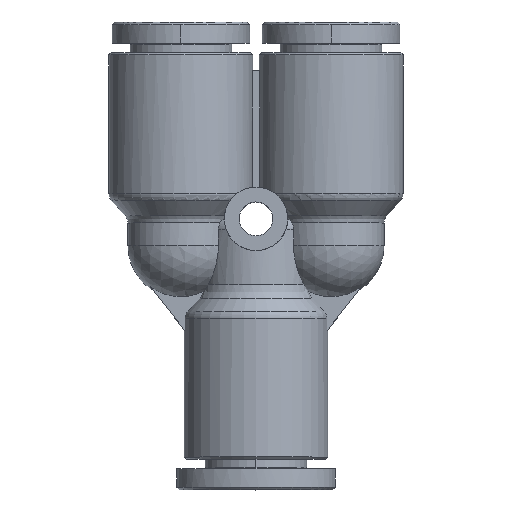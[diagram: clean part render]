
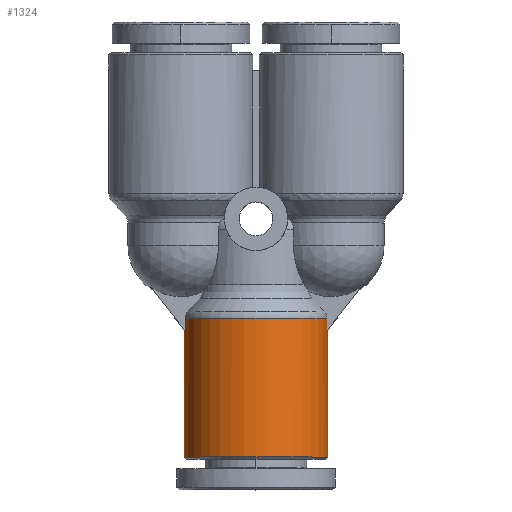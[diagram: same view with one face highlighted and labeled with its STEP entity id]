
A CAD part, top view. The second image highlights one B-rep face of the part: STEP entity #1324.
In plain terms, the highlighted cylindrical face has radius 6.8 mm (diameter 13.6 mm), a partial arc.
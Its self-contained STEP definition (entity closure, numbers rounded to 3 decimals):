
#1222=CARTESIAN_POINT('',(-17.472,0.,7.1));
#1223=DIRECTION('',(1.0,0.,0.));
#1224=DIRECTION('',(0.,0.,-1.0));
#1225=AXIS2_PLACEMENT_3D('',#1222,#1223,#1224);
#1226=CYLINDRICAL_SURFACE('',#1225,6.8);
#1227=CARTESIAN_POINT('',(-24.972,0.,0.3));
#1228=VERTEX_POINT('',#1227);
#1229=CARTESIAN_POINT('',(-12.909,0.,0.3));
#1230=VERTEX_POINT('',#1229);
#1231=CARTESIAN_POINT('',(-24.972,0.,0.3));
#1232=DIRECTION('',(1.0,0.0,0.0));
#1233=VECTOR('',#1232,12.063);
#1234=LINE('',#1231,#1233);
#1235=EDGE_CURVE('',#1228,#1230,#1234,.T.);
#1236=ORIENTED_EDGE('',*,*,#1235,.F.);
#1237=CARTESIAN_POINT('',(-24.972,6.8,7.1));
#1238=VERTEX_POINT('',#1237);
#1239=CARTESIAN_POINT('',(-24.972,0.,7.1));
#1240=DIRECTION('',(-1.0,0.0,0.));
#1241=DIRECTION('',(0.0,1.0,0.0));
#1242=AXIS2_PLACEMENT_3D('',#1239,#1240,#1241);
#1243=CIRCLE('',#1242,6.8);
#1244=EDGE_CURVE('',#1238,#1228,#1243,.T.);
#1245=ORIENTED_EDGE('',*,*,#1244,.F.);
#1246=CARTESIAN_POINT('',(-24.972,0.,13.9));
#1247=VERTEX_POINT('',#1246);
#1248=CARTESIAN_POINT('',(-24.972,0.,7.1));
#1249=DIRECTION('',(-1.0,0.0,0.));
#1250=DIRECTION('',(0.0,1.0,0.0));
#1251=AXIS2_PLACEMENT_3D('',#1248,#1249,#1250);
#1252=CIRCLE('',#1251,6.8);
#1253=EDGE_CURVE('',#1247,#1238,#1252,.T.);
#1254=ORIENTED_EDGE('',*,*,#1253,.F.);
#1255=CARTESIAN_POINT('',(-12.909,0.,13.9));
#1256=VERTEX_POINT('',#1255);
#1257=CARTESIAN_POINT('',(-12.909,0.,13.9));
#1258=DIRECTION('',(-1.0,0.0,0.0));
#1259=VECTOR('',#1258,12.063);
#1260=LINE('',#1257,#1259);
#1261=EDGE_CURVE('',#1256,#1247,#1260,.T.);
#1262=ORIENTED_EDGE('',*,*,#1261,.F.);
#1263=CARTESIAN_POINT('',(-12.972,0.823,13.85));
#1264=VERTEX_POINT('',#1263);
#1265=CARTESIAN_POINT('',(-21.488,0.,7.1));
#1266=DIRECTION('',(-0.621,0.,0.784));
#1267=DIRECTION('',(-0.784,0.,-0.621));
#1268=AXIS2_PLACEMENT_3D('',#1265,#1266,#1267);
#1269=ELLIPSE('',#1268,10.947,6.8);
#1270=EDGE_CURVE('',#1256,#1264,#1269,.T.);
#1271=ORIENTED_EDGE('',*,*,#1270,.T.);
#1272=CARTESIAN_POINT('',(-12.972,1.25,13.784));
#1273=VERTEX_POINT('',#1272);
#1274=CARTESIAN_POINT('',(-12.972,0.,7.1));
#1275=DIRECTION('',(-1.0,0.,0.));
#1276=DIRECTION('',(0.,0.,-1.0));
#1277=AXIS2_PLACEMENT_3D('',#1274,#1275,#1276);
#1278=CIRCLE('',#1277,6.8);
#1279=EDGE_CURVE('',#1264,#1273,#1278,.T.);
#1280=ORIENTED_EDGE('',*,*,#1279,.T.);
#1281=CARTESIAN_POINT('',(-11.855,1.25,13.784));
#1282=VERTEX_POINT('',#1281);
#1283=CARTESIAN_POINT('',(-12.972,1.25,13.784));
#1284=DIRECTION('',(1.0,0.0,0.0));
#1285=VECTOR('',#1284,1.117);
#1286=LINE('',#1283,#1285);
#1287=EDGE_CURVE('',#1273,#1282,#1286,.T.);
#1288=ORIENTED_EDGE('',*,*,#1287,.T.);
#1289=CARTESIAN_POINT('',(-11.855,1.25,0.416));
#1290=VERTEX_POINT('',#1289);
#1291=CARTESIAN_POINT('',(-11.855,0.,7.1));
#1292=DIRECTION('',(1.0,0.0,0.0));
#1293=DIRECTION('',(0.0,0.0,1.0));
#1294=AXIS2_PLACEMENT_3D('',#1291,#1292,#1293);
#1295=CIRCLE('',#1294,6.8);
#1296=EDGE_CURVE('',#1290,#1282,#1295,.T.);
#1297=ORIENTED_EDGE('',*,*,#1296,.F.);
#1298=CARTESIAN_POINT('',(-12.972,1.25,0.416));
#1299=VERTEX_POINT('',#1298);
#1300=CARTESIAN_POINT('',(-11.855,1.25,0.416));
#1301=DIRECTION('',(-1.0,0.0,0.0));
#1302=VECTOR('',#1301,1.117);
#1303=LINE('',#1300,#1302);
#1304=EDGE_CURVE('',#1290,#1299,#1303,.T.);
#1305=ORIENTED_EDGE('',*,*,#1304,.T.);
#1306=CARTESIAN_POINT('',(-12.972,0.823,0.35));
#1307=VERTEX_POINT('',#1306);
#1308=CARTESIAN_POINT('',(-12.972,0.,7.1));
#1309=DIRECTION('',(-1.0,0.,0.));
#1310=DIRECTION('',(0.,0.,-1.0));
#1311=AXIS2_PLACEMENT_3D('',#1308,#1309,#1310);
#1312=CIRCLE('',#1311,6.8);
#1313=EDGE_CURVE('',#1299,#1307,#1312,.T.);
#1314=ORIENTED_EDGE('',*,*,#1313,.T.);
#1315=CARTESIAN_POINT('',(-21.488,0.,7.1));
#1316=DIRECTION('',(-0.621,0.,-0.784));
#1317=DIRECTION('',(0.784,0.,-0.621));
#1318=AXIS2_PLACEMENT_3D('',#1315,#1316,#1317);
#1319=ELLIPSE('',#1318,10.947,6.8);
#1320=EDGE_CURVE('',#1307,#1230,#1319,.T.);
#1321=ORIENTED_EDGE('',*,*,#1320,.T.);
#1322=EDGE_LOOP('',(#1236,#1245,#1254,#1262,#1271,#1280,#1288,#1297,#1305,#1314,#1321));
#1323=FACE_OUTER_BOUND('',#1322,.T.);
#1324=ADVANCED_FACE('',(#1323),#1226,.T.);
